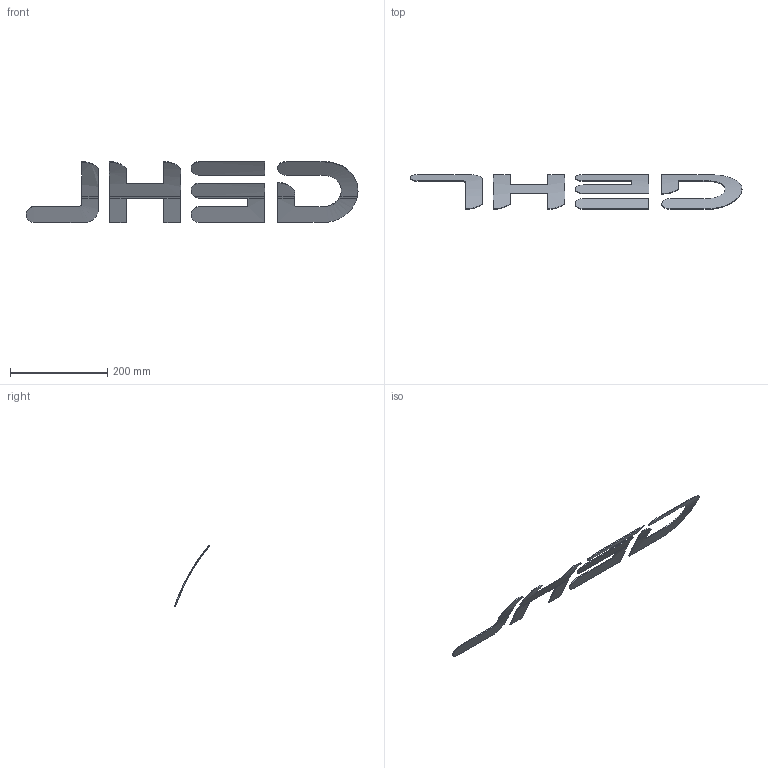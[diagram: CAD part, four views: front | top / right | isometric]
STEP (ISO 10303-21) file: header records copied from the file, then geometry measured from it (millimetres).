
FILE_DESCRIPTION (( 'STEP AP203' ), '1' );
FILE_NAME ('Hood_Hardware.STEP', '2023-07-27T05:57:03', ( '' ), ( '' ), 'SwSTEP 2.0', 'SolidWorks 2021', '' );
FILE_SCHEMA (( 'CONFIG_CONTROL_DESIGN' ));
Length unit declared in the file: centimetre
Products named in the file (7): Part 4-5; Body Panels _1_; Hood_Hardware; Part 3-6; Part 1-5; Part 5-5; Part 2-6
Assembly tree (6 placements, depth 3):
  Hood_Hardware
    Body Panels _1_
      Part 2-6
      Part 5-5
      Part 1-5
      Part 3-6
      Part 4-5
Bounding box: 684.29 x 71.99 x 125.91 mm (x, y, z)
Volume: 75064.7 mm3; surface area: 107057.6 mm2
Topology: 5 solids, 5 shells, 63 faces, 159 edges, 106 vertices
Faces by surface type: plane 29, bspline 23, cylinder 11
Entity records: 4394 total; most frequent: CARTESIAN_POINT 2343, ORIENTED_EDGE 318, DIRECTION 199, EDGE_CURVE 159, VERTEX_POINT 106, B_SPLINE_CURVE_WITH_KNOTS 80, AXIS2_PLACEMENT_3D 70, FACE_OUTER_BOUND 63
